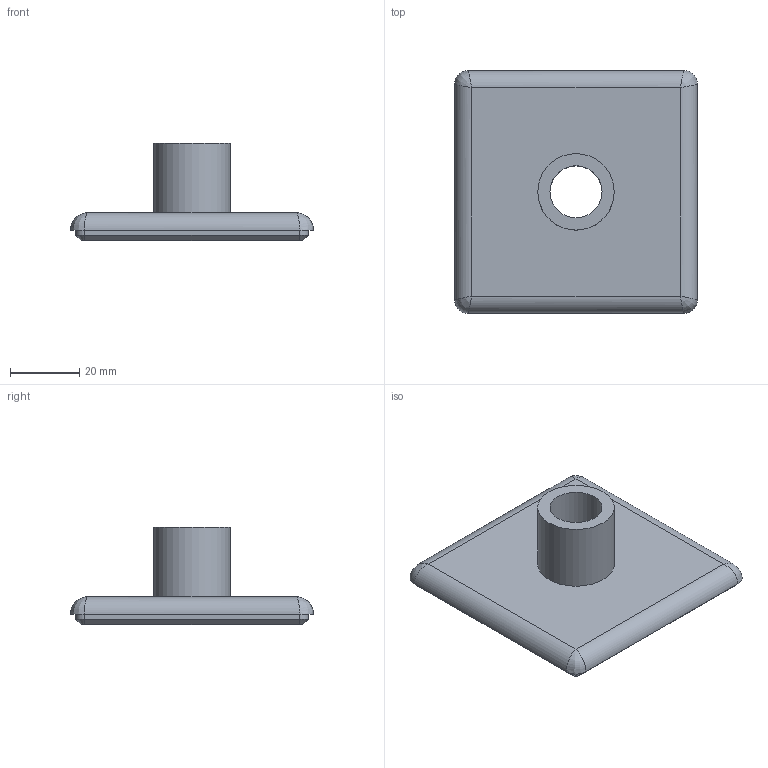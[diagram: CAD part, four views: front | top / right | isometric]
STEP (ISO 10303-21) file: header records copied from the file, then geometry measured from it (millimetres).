
FILE_DESCRIPTION(/* description */ (''),/* implementation_level */ '2;1');
FILE_NAME(/* name */ 'Top case.step',/* time_stamp */ '2020-03-24T17:29:31+01:00',/* author */ (''),/* organization */ (''),/* preprocessor_version */ 'ST-DEVELOPER v18',/* originating_system */ 'Autodesk Translation Framework v8.12.0.6',/* authorisation */ '');
FILE_SCHEMA (('AUTOMOTIVE_DESIGN { 1 0 10303 214 3 1 1 }'));
Length unit declared in the file: millimetre
Products named in the file (1): Top case
Bounding box: 70 x 70 x 28 mm (x, y, z)
Volume: 38768.2 mm3; surface area: 13443.9 mm2
Topology: 1 solids, 1 shells, 32 faces, 74 edges, 43 vertices
Faces by surface type: plane 13, cylinder 11, cone 4, bspline 4
Full cylindrical faces by diameter (mm): 15 x1, 15.01 x1, 22 x1
Entity records: 1058 total; most frequent: CARTESIAN_POINT 302, DIRECTION 159, ORIENTED_EDGE 140, EDGE_CURVE 70, AXIS2_PLACEMENT_3D 60, VERTEX_POINT 43, LINE 39, VECTOR 39
